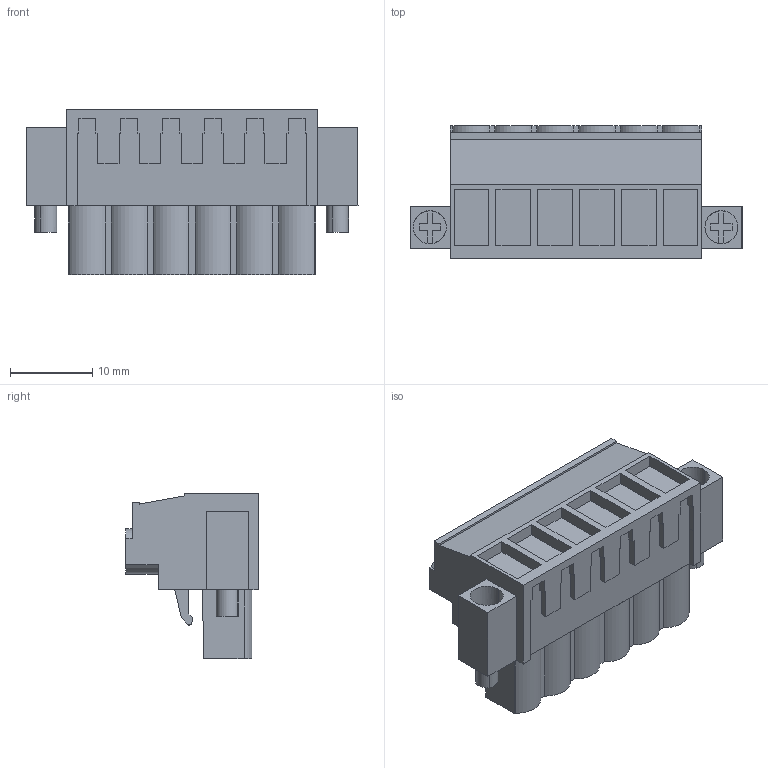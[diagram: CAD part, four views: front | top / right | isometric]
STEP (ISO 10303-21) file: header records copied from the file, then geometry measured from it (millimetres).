
FILE_DESCRIPTION(('CATIA V5 STEP','CAx-IF Rec.Pracs.--- Model Styling and Organization---1.2---2011-12-15'),'2;1');
FILE_NAME ('D1459938_0_1944370000_1944370000.stp','2017-05-22T12:33:55+00:00',('none'),('Weidmueller'),'CATIA Version 5-6 Release 2014','CATIA V5 STEP AP214','none');
FILE_SCHEMA(('AUTOMOTIVE_DESIGN { 1 0 10303 214 1 1 1 1 }'));
Length unit declared in the file: millimetre
Products named in the file (1): 1944370000
Bounding box: 40.28 x 16.1 x 20.05 mm (x, y, z)
Volume: 6113.4 mm3; surface area: 4556.7 mm2
Topology: 9 solids, 9 shells, 484 faces, 1345 edges, 908 vertices
Faces by surface type: plane 406, cylinder 78
Entity records: 14814 total; most frequent: CARTESIAN_POINT 2857, ORIENTED_EDGE 2690, DIRECTION 2046, EDGE_CURVE 1345, VECTOR 1157, LINE 1157, VERTEX_POINT 908, AXIS2_PLACEMENT_3D 524
